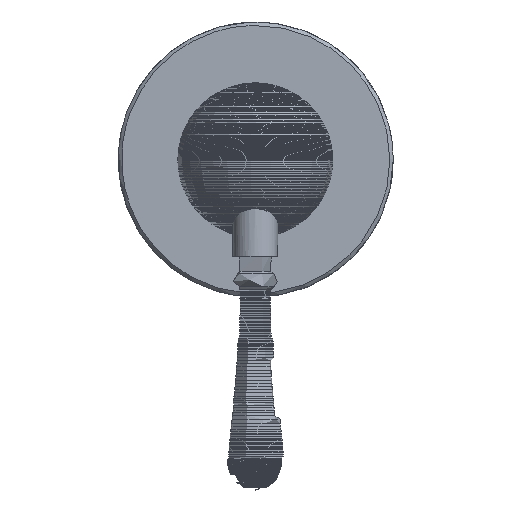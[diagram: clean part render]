
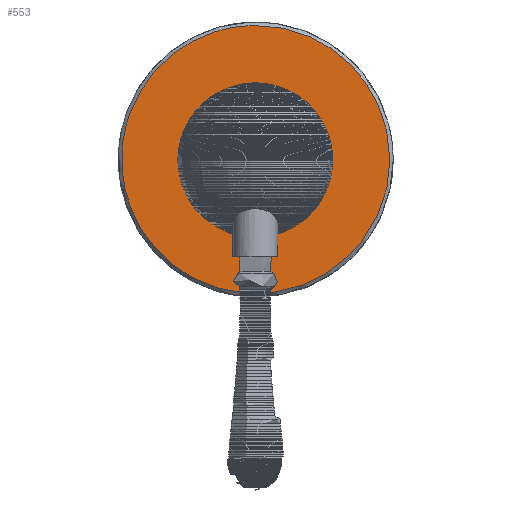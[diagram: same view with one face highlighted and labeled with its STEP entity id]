
A CAD part, front view. The second image highlights one B-rep face of the part: STEP entity #553.
In plain terms, the highlighted face is planar.
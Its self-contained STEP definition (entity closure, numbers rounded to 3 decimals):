
#221=FACE_BOUND('',#2751,.T.);
#553=ADVANCED_FACE('',(#1630,#221),#16024,.T.);
#1630=FACE_OUTER_BOUND('',#2750,.T.);
#2750=EDGE_LOOP('',(#4941));
#2751=EDGE_LOOP('',(#4942));
#4941=ORIENTED_EDGE('',*,*,#9620,.T.);
#4942=ORIENTED_EDGE('',*,*,#9608,.T.);
#9608=EDGE_CURVE('',#14700,#14700,#13342,.T.);
#9620=EDGE_CURVE('',#14701,#14701,#13350,.T.);
#13342=(
BOUNDED_CURVE()
B_SPLINE_CURVE(2,(#28204,#28205,#28206,#28207,#28208,#28209,#28210,#28211,
#28212),.UNSPECIFIED.,.T.,.F.)
B_SPLINE_CURVE_WITH_KNOTS((3,2,2,2,3),(-133.518,-100.138,
-66.759,-33.379,0.),.UNSPECIFIED.)
CURVE()
GEOMETRIC_REPRESENTATION_ITEM()
RATIONAL_B_SPLINE_CURVE((1.,0.707,1.,0.707,1.,0.707,
1.,0.707,1.))
REPRESENTATION_ITEM('')
);
#13350=(
BOUNDED_CURVE()
B_SPLINE_CURVE(2,(#28278,#28279,#28280,#28281,#28282,#28283,#28284,#28285,
#28286),.UNSPECIFIED.,.T.,.F.)
B_SPLINE_CURVE_WITH_KNOTS((3,2,2,2,3),(-245.044,-183.783,
-122.522,-61.261,0.),.UNSPECIFIED.)
CURVE()
GEOMETRIC_REPRESENTATION_ITEM()
RATIONAL_B_SPLINE_CURVE((1.,0.707,1.,0.707,1.,0.707,
1.,0.707,1.))
REPRESENTATION_ITEM('')
);
#14700=VERTEX_POINT('',#28165);
#14701=VERTEX_POINT('',#28166);
#16024=PLANE('',#17683);
#17683=AXIS2_PLACEMENT_3D('',#28071,#18237,$);
#18237=DIRECTION('',(0.,0.,1.));
#28071=CARTESIAN_POINT('',(-46.8,-46.8,5.));
#28165=CARTESIAN_POINT('',(21.25,0.,5.));
#28166=CARTESIAN_POINT('',(39.,0.,5.));
#28204=CARTESIAN_POINT('',(21.25,0.,5.));
#28205=CARTESIAN_POINT('',(21.25,-21.25,5.));
#28206=CARTESIAN_POINT('',(0.,-21.25,5.));
#28207=CARTESIAN_POINT('',(-21.25,-21.25,5.));
#28208=CARTESIAN_POINT('',(-21.25,0.,5.));
#28209=CARTESIAN_POINT('',(-21.25,21.25,5.));
#28210=CARTESIAN_POINT('',(0.,21.25,5.));
#28211=CARTESIAN_POINT('',(21.25,21.25,5.));
#28212=CARTESIAN_POINT('',(21.25,0.,5.));
#28278=CARTESIAN_POINT('',(39.,0.,5.));
#28279=CARTESIAN_POINT('',(39.,39.,5.));
#28280=CARTESIAN_POINT('',(0.,39.,5.));
#28281=CARTESIAN_POINT('',(-39.,39.,5.));
#28282=CARTESIAN_POINT('',(-39.,0.,5.));
#28283=CARTESIAN_POINT('',(-39.,-39.,5.));
#28284=CARTESIAN_POINT('',(0.,-39.,5.));
#28285=CARTESIAN_POINT('',(39.,-39.,5.));
#28286=CARTESIAN_POINT('',(39.,0.,5.));
